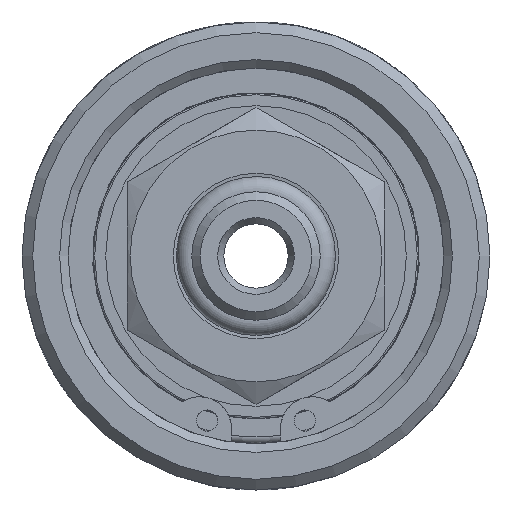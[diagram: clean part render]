
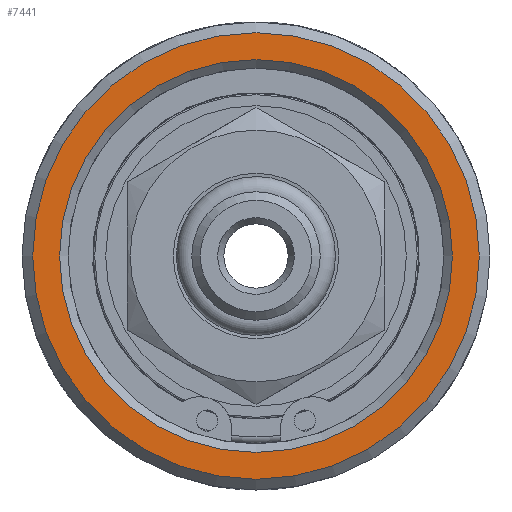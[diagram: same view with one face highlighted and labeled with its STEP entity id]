
A CAD part, left-side view. The second image highlights one B-rep face of the part: STEP entity #7441.
In plain terms, the highlighted planar face has unit normal (-1, 0, 0).
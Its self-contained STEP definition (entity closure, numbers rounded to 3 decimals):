
#337=FACE_BOUND('',#2560,.T.);
#512=PLANE('',#8033);
#1513=CIRCLE('',#8030,18.34);
#1515=CIRCLE('',#8034,20.85);
#2098=FACE_OUTER_BOUND('',#2559,.T.);
#2559=EDGE_LOOP('',(#6598));
#2560=EDGE_LOOP('',(#6599));
#3551=VERTEX_POINT('',#17317);
#3552=VERTEX_POINT('',#17324);
#4594=EDGE_CURVE('',#3551,#3551,#1513,.T.);
#4597=EDGE_CURVE('',#3552,#3552,#1515,.T.);
#6598=ORIENTED_EDGE('',*,*,#4597,.F.);
#6599=ORIENTED_EDGE('',*,*,#4594,.F.);
#7441=ADVANCED_FACE('',(#2098,#337),#512,.T.);
#8030=AXIS2_PLACEMENT_3D('',#17319,#9583,#9584);
#8033=AXIS2_PLACEMENT_3D('',#17323,#9590,#9591);
#8034=AXIS2_PLACEMENT_3D('',#17325,#9592,#9593);
#9583=DIRECTION('center_axis',(-1.,0.,0.));
#9584=DIRECTION('ref_axis',(0.,0.,-1.));
#9590=DIRECTION('center_axis',(-1.,0.,0.));
#9591=DIRECTION('ref_axis',(0.,0.,1.));
#9592=DIRECTION('center_axis',(1.,0.,0.));
#9593=DIRECTION('ref_axis',(0.,-1.,0.));
#17317=CARTESIAN_POINT('',(29.74,0.,18.34));
#17319=CARTESIAN_POINT('Origin',(29.74,0.,0.));
#17323=CARTESIAN_POINT('Origin',(29.74,0.,0.));
#17324=CARTESIAN_POINT('',(29.74,20.85,0.));
#17325=CARTESIAN_POINT('Origin',(29.74,0.,0.));
